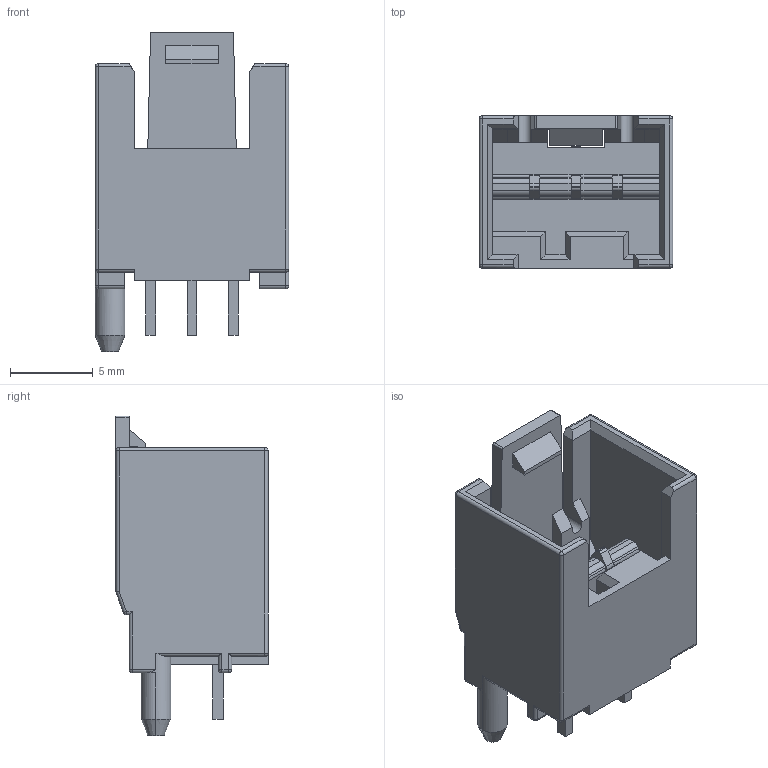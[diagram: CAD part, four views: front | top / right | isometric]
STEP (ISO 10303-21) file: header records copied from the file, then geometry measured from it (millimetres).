
FILE_DESCRIPTION((''),'2;1');
FILE_NAME('C-1971817-3','2013-05-21T',('workeradm'),('Tyco Electronics Ltd.'),'PRO/ENGINEER BY PARAMETRIC TECHNOLOGY CORPORATION, 2011490','PRO/ENGINEER BY PARAMETRIC TECHNOLOGY CORPORATION, 2011490','');
FILE_SCHEMA(('AUTOMOTIVE_DESIGN { 1 0 10303 214 1 1 1 1 }'));
Length unit declared in the file: millimetre
Products named in the file (1): C-1971817-3
Bounding box: 11.7 x 9.2 x 19.3 mm (x, y, z)
Volume: 625.2 mm3; surface area: 1248.2 mm2
Topology: 1 solids, 1 shells, 246 faces, 638 edges, 397 vertices
Faces by surface type: plane 148, cylinder 81, sphere 15, cone 2
Entity records: 8647 total; most frequent: CARTESIAN_POINT 2241, ORIENTED_EDGE 1276, DIRECTION 1256, EDGE_CURVE 638, VECTOR 482, LINE 482, VERTEX_POINT 397, AXIS2_PLACEMENT_3D 387
